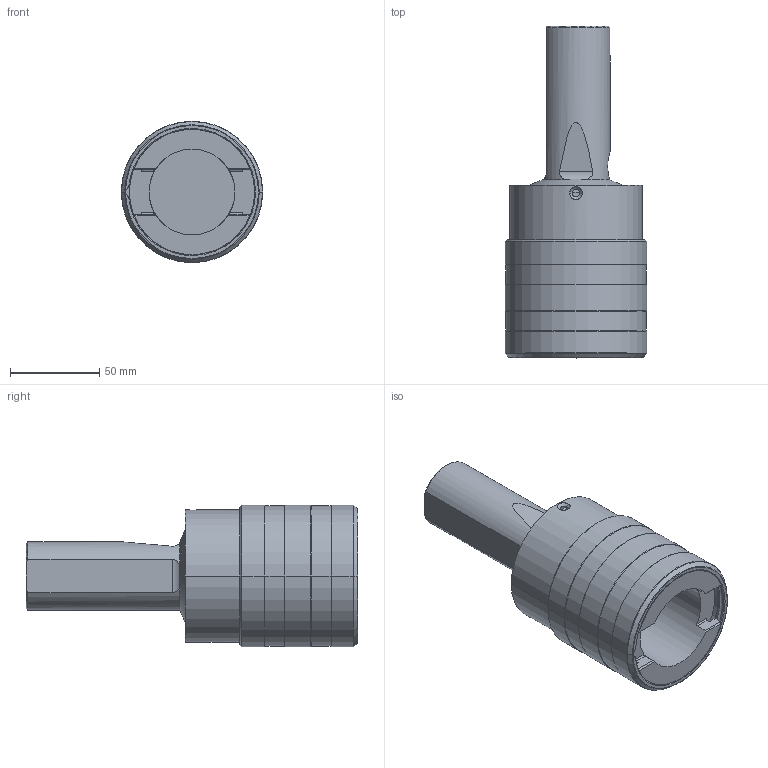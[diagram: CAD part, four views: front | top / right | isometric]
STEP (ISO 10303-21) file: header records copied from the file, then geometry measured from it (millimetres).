
FILE_DESCRIPTION((''),'2;1');
FILE_NAME('32800-INC1-1-2','2021-06-22T09:36:57',('046'),(''),'CREO PARAMETRIC BY PTC INC, 2019352','CREO PARAMETRIC BY PTC INC, 2019352','');
FILE_SCHEMA(('CONFIG_CONTROL_DESIGN'));
Length unit declared in the file: millimetre
Products named in the file (1): 32800-INC1-1-2
Bounding box: 79 x 185.4 x 79 mm (x, y, z)
Volume: 444934.3 mm3; surface area: 55580.1 mm2
Topology: 1 solids, 1 shells, 107 faces, 268 edges, 161 vertices
Faces by surface type: cylinder 43, cone 26, plane 25, torus 7, bspline 6
Entity records: 3853 total; most frequent: CARTESIAN_POINT 1319, ORIENTED_EDGE 532, DIRECTION 511, EDGE_CURVE 266, AXIS2_PLACEMENT_3D 203, VERTEX_POINT 161, EDGE_LOOP 115, FACE_OUTER_BOUND 107
